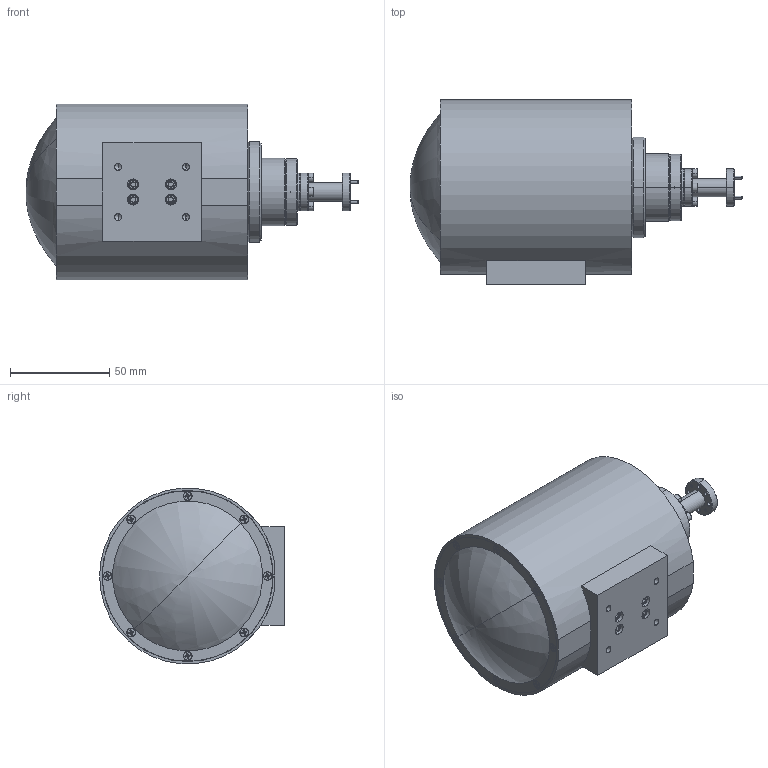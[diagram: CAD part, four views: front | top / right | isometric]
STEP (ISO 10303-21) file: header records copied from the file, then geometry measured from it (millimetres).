
FILE_DESCRIPTION (( 'STEP AP203' ), '1' );
FILE_NAME ('SAG-1441544002-06-S1, Defeatured.STEP', '2021-10-19T18:44:19', ( '' ), ( '' ), 'SwSTEP 2.0', 'SolidWorks 2021', '' );
FILE_SCHEMA (( 'CONFIG_CONTROL_DESIGN' ));
Length unit declared in the file: millimetre
Products named in the file (1): SAG-1441544002-06-S1, Defeatured
Bounding box: 167.63 x 93.3 x 88.65 mm (x, y, z)
Volume: 682740.7 mm3; surface area: 56882.3 mm2
Topology: 31 solids, 32 shells, 1483 faces, 3446 edges, 2097 vertices
Faces by surface type: plane 582, cylinder 479, cone 412, torus 8, bspline 2
Entity records: 43309 total; most frequent: CARTESIAN_POINT 10051, DIRECTION 7116, ORIENTED_EDGE 6728, EDGE_CURVE 3364, AXIS2_PLACEMENT_3D 2820, VERTEX_POINT 2097, EDGE_LOOP 1669, FACE_OUTER_BOUND 1483
